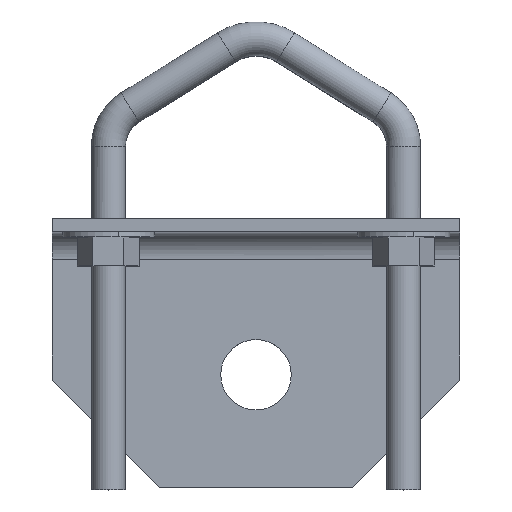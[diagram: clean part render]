
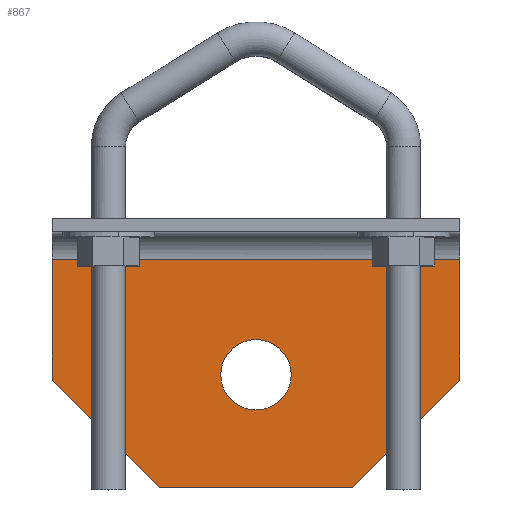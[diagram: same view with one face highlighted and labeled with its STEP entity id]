
A CAD part, top view. The second image highlights one B-rep face of the part: STEP entity #867.
In plain terms, the highlighted planar face has unit normal (0, 0, 1).
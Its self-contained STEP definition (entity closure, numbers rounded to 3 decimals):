
#652=AXIS2_PLACEMENT_3D('Circle Axis2P3D',#650,#651,$) ;
#698=AXIS2_PLACEMENT_3D('Circle Axis2P3D',#696,#697,$) ;
#848=AXIS2_PLACEMENT_3D('Plane Axis2P3D',#845,#846,#847) ;
#45=CARTESIAN_POINT('Vertex',(0.,53.975,3.175)) ;
#48=CARTESIAN_POINT('Line Origine',(48.26,53.975,3.175)) ;
#52=CARTESIAN_POINT('Vertex',(96.52,53.975,3.175)) ;
#650=CARTESIAN_POINT('Axis2P3D Location',(48.26,26.67,3.175)) ;
#654=CARTESIAN_POINT('Vertex',(48.26,18.336,3.175)) ;
#656=CARTESIAN_POINT('Vertex',(48.26,35.004,3.175)) ;
#696=CARTESIAN_POINT('Axis2P3D Location',(48.26,26.67,3.175)) ;
#725=CARTESIAN_POINT('Vertex',(0.,25.4,3.175)) ;
#728=CARTESIAN_POINT('Line Origine',(0.,39.687,3.175)) ;
#761=CARTESIAN_POINT('Vertex',(25.4,0.,3.175)) ;
#764=CARTESIAN_POINT('Line Origine',(12.7,12.7,3.175)) ;
#782=CARTESIAN_POINT('Line Origine',(48.26,0.,3.175)) ;
#786=CARTESIAN_POINT('Vertex',(71.12,0.,3.175)) ;
#814=CARTESIAN_POINT('Line Origine',(96.52,39.687,3.175)) ;
#818=CARTESIAN_POINT('Vertex',(96.52,25.4,3.175)) ;
#845=CARTESIAN_POINT('Axis2P3D Location',(48.26,53.975,3.175)) ;
#850=CARTESIAN_POINT('Line Origine',(83.82,12.7,3.175)) ;
#49=DIRECTION('Vector Direction',(-1.,0.,0.)) ;
#651=DIRECTION('Axis2P3D Direction',(0.,0.,-1.)) ;
#697=DIRECTION('Axis2P3D Direction',(0.,0.,-1.)) ;
#729=DIRECTION('Vector Direction',(0.,-1.,0.)) ;
#765=DIRECTION('Vector Direction',(0.707,-0.707,0.)) ;
#783=DIRECTION('Vector Direction',(-1.,0.,0.)) ;
#815=DIRECTION('Vector Direction',(0.,1.,0.)) ;
#846=DIRECTION('Axis2P3D Direction',(0.,0.,1.)) ;
#847=DIRECTION('Axis2P3D XDirection',(-1.,0.,0.)) ;
#851=DIRECTION('Vector Direction',(0.707,0.707,0.)) ;
#50=VECTOR('Line Direction',#49,1.) ;
#730=VECTOR('Line Direction',#729,1.) ;
#766=VECTOR('Line Direction',#765,1.) ;
#784=VECTOR('Line Direction',#783,1.) ;
#816=VECTOR('Line Direction',#815,1.) ;
#852=VECTOR('Line Direction',#851,1.) ;
#856=ORIENTED_EDGE('',*,*,#54,.T.) ;
#857=ORIENTED_EDGE('',*,*,#732,.T.) ;
#858=ORIENTED_EDGE('',*,*,#768,.T.) ;
#859=ORIENTED_EDGE('',*,*,#788,.T.) ;
#860=ORIENTED_EDGE('',*,*,#854,.T.) ;
#861=ORIENTED_EDGE('',*,*,#820,.T.) ;
#864=ORIENTED_EDGE('',*,*,#700,.T.) ;
#865=ORIENTED_EDGE('',*,*,#658,.T.) ;
#866=FACE_BOUND('',#863,.T.) ;
#867=ADVANCED_FACE('WINKEL',(#862,#866),#849,.T.) ;
#653=CIRCLE('generated circle',#652,8.334) ;
#699=CIRCLE('generated circle',#698,8.334) ;
#54=EDGE_CURVE('',#53,#46,#51,.T.) ;
#658=EDGE_CURVE('',#655,#657,#653,.T.) ;
#700=EDGE_CURVE('',#657,#655,#699,.T.) ;
#732=EDGE_CURVE('',#46,#726,#731,.T.) ;
#768=EDGE_CURVE('',#726,#762,#767,.T.) ;
#788=EDGE_CURVE('',#762,#787,#785,.F.) ;
#820=EDGE_CURVE('',#819,#53,#817,.T.) ;
#854=EDGE_CURVE('',#787,#819,#853,.T.) ;
#855=EDGE_LOOP('',(#856,#857,#858,#859,#860,#861)) ;
#863=EDGE_LOOP('',(#864,#865)) ;
#862=FACE_OUTER_BOUND('',#855,.T.) ;
#51=LINE('Line',#48,#50) ;
#731=LINE('Line',#728,#730) ;
#767=LINE('Line',#764,#766) ;
#785=LINE('Line',#782,#784) ;
#817=LINE('Line',#814,#816) ;
#853=LINE('Line',#850,#852) ;
#849=PLANE('',#848) ;
#46=VERTEX_POINT('',#45) ;
#53=VERTEX_POINT('',#52) ;
#655=VERTEX_POINT('',#654) ;
#657=VERTEX_POINT('',#656) ;
#726=VERTEX_POINT('',#725) ;
#762=VERTEX_POINT('',#761) ;
#787=VERTEX_POINT('',#786) ;
#819=VERTEX_POINT('',#818) ;
